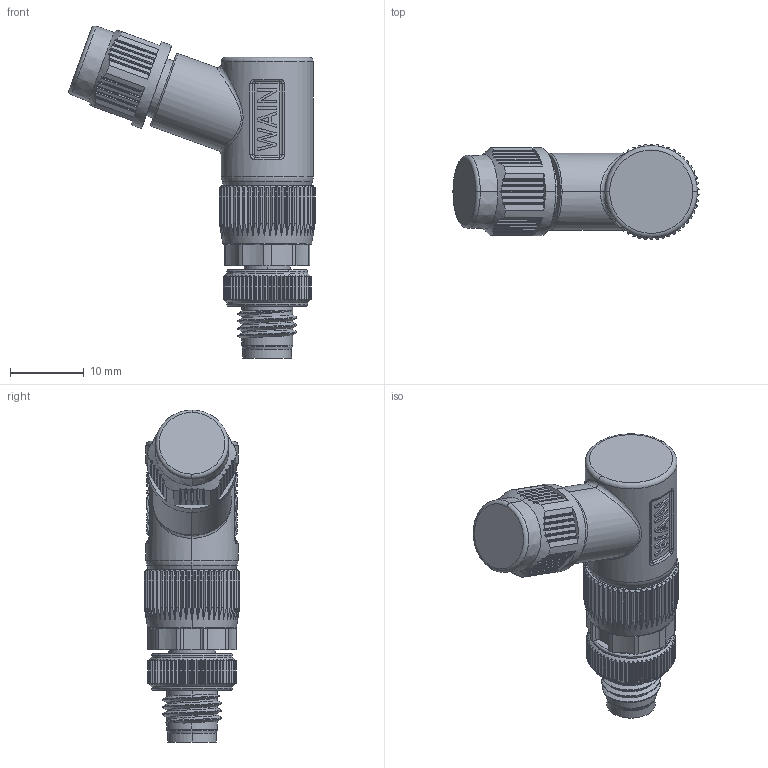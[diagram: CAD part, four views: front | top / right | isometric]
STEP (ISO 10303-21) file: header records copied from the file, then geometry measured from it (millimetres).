
FILE_DESCRIPTION((''),'2;1');
FILE_NAME('M8-M03-S-D5_SW0001','2024-01-15T',('12524'),(''),'PRO/ENGINEER BY PARAMETRIC TECHNOLOGY CORPORATION, 2012480','PRO/ENGINEER BY PARAMETRIC TECHNOLOGY CORPORATION, 2012480','');
FILE_SCHEMA(('CONFIG_CONTROL_DESIGN'));
Length unit declared in the file: millimetre
Products named in the file (1): M8-M03-S-D5_SW0001
Bounding box: 33.41 x 13 x 45.06 mm (x, y, z)
Volume: 5966.2 mm3; surface area: 3422.2 mm2
Topology: 1 solids, 6 shells, 919 faces, 2578 edges, 1689 vertices
Faces by surface type: plane 463, cylinder 307, cone 60, bspline 57, torus 24, sphere 6, extrusion 2
Entity records: 37160 total; most frequent: CARTESIAN_POINT 14934, ORIENTED_EDGE 5144, DIRECTION 3970, EDGE_CURVE 2572, VERTEX_POINT 1689, AXIS2_PLACEMENT_3D 1471, VECTOR 1028, LINE 1026
